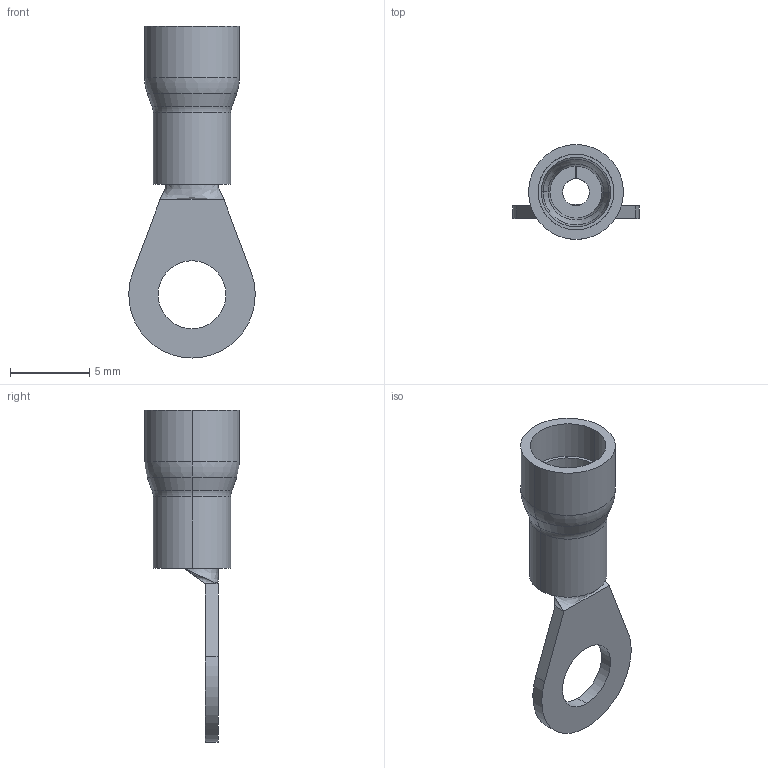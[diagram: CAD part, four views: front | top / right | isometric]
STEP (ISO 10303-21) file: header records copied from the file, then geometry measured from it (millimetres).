
FILE_DESCRIPTION (( 'STEP AP203' ), '1' );
FILE_NAME ('90119.STEP', '2024-08-30T12:16:21', ( '' ), ( '' ), 'SwSTEP 2.0', 'SolidWorks 2022', '' );
FILE_SCHEMA (( 'CONFIG_CONTROL_DESIGN' ));
Length unit declared in the file: millimetre
Products named in the file (4): tubetto rosso; 90119; S90119; bussola 1.5
Assembly tree (3 placements, depth 2):
  90119
    S90119
    bussola 1.5
    tubetto rosso
Bounding box: 7.99 x 6 x 21 mm (x, y, z)
Volume: 178.6 mm3; surface area: 731.4 mm2
Topology: 3 solids, 3 shells, 67 faces, 143 edges, 82 vertices
Faces by surface type: cylinder 26, torus 16, plane 13, cone 8, bspline 4
Entity records: 2371 total; most frequent: CARTESIAN_POINT 470, DIRECTION 357, ORIENTED_EDGE 286, AXIS2_PLACEMENT_3D 153, EDGE_CURVE 143, CIRCLE 84, VERTEX_POINT 82, EDGE_LOOP 73
